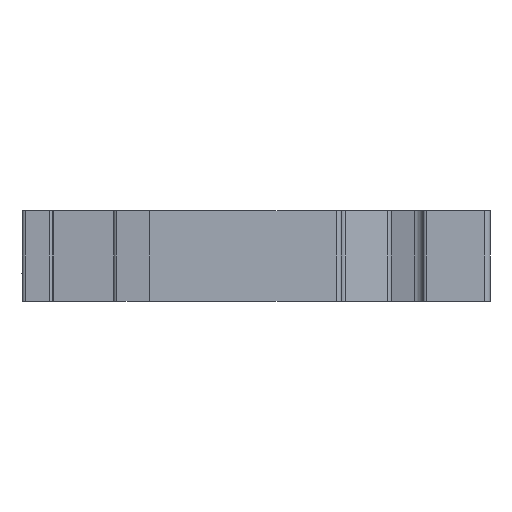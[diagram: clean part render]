
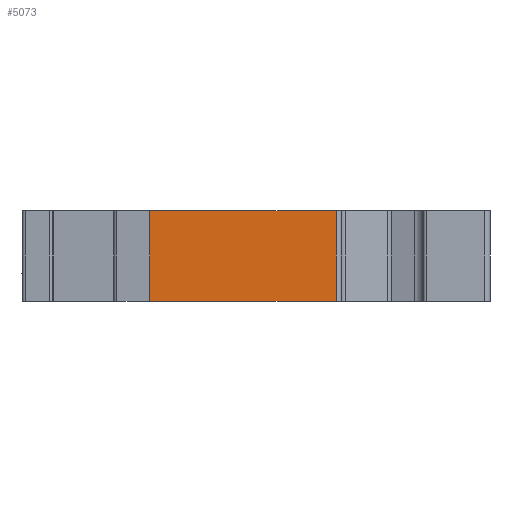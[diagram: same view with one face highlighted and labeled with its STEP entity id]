
A CAD part, left-side view. The second image highlights one B-rep face of the part: STEP entity #5073.
In plain terms, the highlighted planar face has unit normal (-1, 0, 0).
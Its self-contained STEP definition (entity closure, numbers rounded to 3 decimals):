
#488=DIRECTION('',(0.,-1.,0.));
#489=VECTOR('',#488,16.757);
#490=CARTESIAN_POINT('',(-28.85,24.557,-4.1));
#491=LINE('',#490,#489);
#1320=DIRECTION('',(0.,0.,1.));
#1321=VECTOR('',#1320,8.1);
#1322=CARTESIAN_POINT('',(-28.85,7.8,-4.1));
#1323=LINE('',#1322,#1321);
#1324=DIRECTION('',(0.,-1.,0.));
#1325=VECTOR('',#1324,16.757);
#1326=CARTESIAN_POINT('',(-28.85,24.557,4.));
#1327=LINE('',#1326,#1325);
#1332=DIRECTION('',(0.,0.,-1.));
#1333=VECTOR('',#1332,8.1);
#1334=CARTESIAN_POINT('',(-28.85,24.557,4.));
#1335=LINE('',#1334,#1333);
#3102=CARTESIAN_POINT('',(-28.85,7.8,4.));
#3103=VERTEX_POINT('',#3102);
#3104=CARTESIAN_POINT('',(-28.85,24.557,4.));
#3105=VERTEX_POINT('',#3104);
#3236=CARTESIAN_POINT('',(-28.85,24.557,-4.1));
#3237=VERTEX_POINT('',#3236);
#3238=CARTESIAN_POINT('',(-28.85,7.8,-4.1));
#3239=VERTEX_POINT('',#3238);
#5061=CARTESIAN_POINT('',(-28.85,-6.,4.));
#5062=DIRECTION('',(1.,0.,0.));
#5063=DIRECTION('',(0.,1.,0.));
#5064=AXIS2_PLACEMENT_3D('',#5061,#5062,#5063);
#5065=PLANE('',#5064);
#5066=ORIENTED_EDGE('',*,*,#5056,.F.);
#5067=ORIENTED_EDGE('',*,*,#4151,.F.);
#5069=ORIENTED_EDGE('',*,*,#5068,.F.);
#5070=ORIENTED_EDGE('',*,*,#4408,.T.);
#5071=EDGE_LOOP('',(#5066,#5067,#5069,#5070));
#5072=FACE_OUTER_BOUND('',#5071,.F.);
#5073=ADVANCED_FACE('',(#5072),#5065,.F.);
#4151=EDGE_CURVE('',#3237,#3239,#491,.T.);
#4408=EDGE_CURVE('',#3105,#3103,#1327,.T.);
#5056=EDGE_CURVE('',#3239,#3103,#1323,.T.);
#5068=EDGE_CURVE('',#3105,#3237,#1335,.T.);
